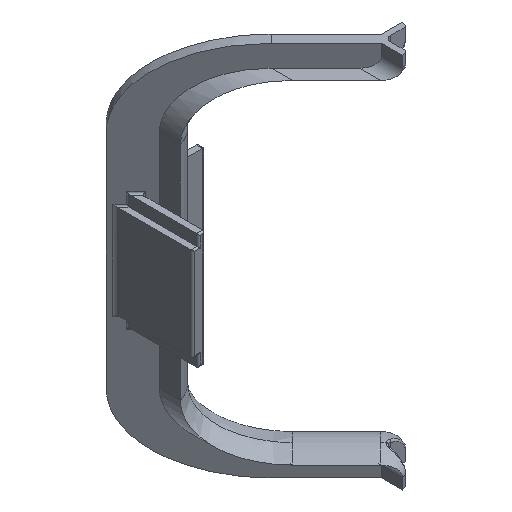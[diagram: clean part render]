
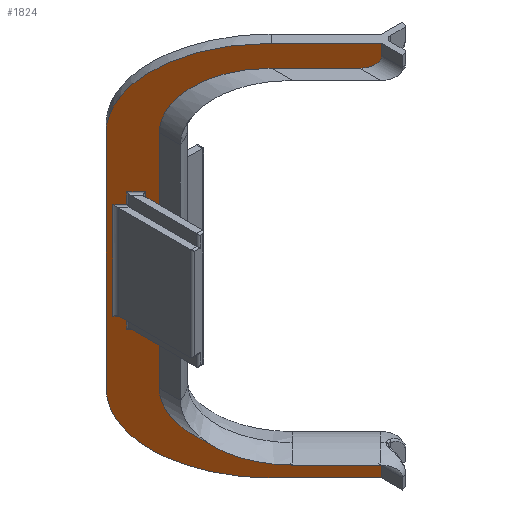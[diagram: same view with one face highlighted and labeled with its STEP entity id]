
A CAD part, isometric view. The second image highlights one B-rep face of the part: STEP entity #1824.
In plain terms, the highlighted planar face has unit normal (-0.707, -0.707, 0).
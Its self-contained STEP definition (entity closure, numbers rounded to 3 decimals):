
#16=FACE_BOUND('',#360,.T.);
#61=ELLIPSE('',#1998,21.077,14.);
#67=ELLIPSE('',#2006,21.077,14.);
#68=ELLIPSE('',#2015,2.828,2.);
#69=ELLIPSE('',#2018,14.284,10.1);
#70=ELLIPSE('',#2021,2.828,2.);
#71=ELLIPSE('',#2024,14.284,10.1);
#105=PLANE('',#2029);
#251=FACE_OUTER_BOUND('',#359,.T.);
#359=EDGE_LOOP('',(#1613,#1614,#1615,#1616,#1617,#1618,#1619,#1620,#1621,
#1622,#1623,#1624,#1625,#1626));
#360=EDGE_LOOP('',(#1627,#1628,#1629,#1630,#1631,#1632,#1633,#1634));
#380=LINE('',#2749,#525);
#391=LINE('',#3018,#536);
#425=LINE('',#3193,#570);
#427=LINE('',#3203,#572);
#430=LINE('',#3213,#575);
#432=LINE('',#3226,#577);
#434=LINE('',#3240,#579);
#436=LINE('',#3247,#581);
#438=LINE('',#3254,#583);
#474=LINE('',#3359,#619);
#500=LINE('',#3456,#645);
#505=LINE('',#3476,#650);
#508=LINE('',#3483,#653);
#510=LINE('',#3496,#655);
#511=LINE('',#3502,#656);
#512=LINE('',#3503,#657);
#525=VECTOR('',#2081,10.);
#536=VECTOR('',#2132,10.);
#570=VECTOR('',#2244,10.);
#572=VECTOR('',#2254,10.);
#575=VECTOR('',#2263,10.);
#577=VECTOR('',#2275,10.);
#579=VECTOR('',#2281,10.);
#581=VECTOR('',#2287,10.);
#583=VECTOR('',#2295,10.);
#619=VECTOR('',#2419,10.);
#645=VECTOR('',#2493,10.);
#650=VECTOR('',#2504,10.);
#653=VECTOR('',#2513,10.);
#655=VECTOR('',#2521,10.);
#656=VECTOR('',#2530,10.);
#657=VECTOR('',#2531,10.);
#721=VERTEX_POINT('',#2746);
#722=VERTEX_POINT('',#2748);
#748=VERTEX_POINT('',#3015);
#749=VERTEX_POINT('',#3017);
#785=VERTEX_POINT('',#3182);
#787=VERTEX_POINT('',#3192);
#791=VERTEX_POINT('',#3202);
#795=VERTEX_POINT('',#3212);
#800=VERTEX_POINT('',#3223);
#801=VERTEX_POINT('',#3225);
#803=VERTEX_POINT('',#3238);
#806=VERTEX_POINT('',#3245);
#837=VERTEX_POINT('',#3378);
#847=VERTEX_POINT('',#3410);
#852=VERTEX_POINT('',#3447);
#853=VERTEX_POINT('',#3449);
#855=VERTEX_POINT('',#3455);
#857=VERTEX_POINT('',#3467);
#859=VERTEX_POINT('',#3473);
#860=VERTEX_POINT('',#3475);
#861=VERTEX_POINT('',#3479);
#863=VERTEX_POINT('',#3492);
#895=EDGE_CURVE('',#722,#721,#380,.T.);
#933=EDGE_CURVE('',#749,#748,#391,.T.);
#989=EDGE_CURVE('',#785,#787,#425,.T.);
#994=EDGE_CURVE('',#787,#791,#427,.T.);
#999=EDGE_CURVE('',#791,#795,#430,.T.);
#1005=EDGE_CURVE('',#800,#801,#432,.T.);
#1009=EDGE_CURVE('',#803,#800,#434,.T.);
#1012=EDGE_CURVE('',#806,#803,#436,.T.);
#1016=EDGE_CURVE('',#795,#806,#438,.T.);
#1069=EDGE_CURVE('',#801,#785,#474,.T.);
#1076=EDGE_CURVE('',#837,#749,#61,.T.);
#1091=EDGE_CURVE('',#721,#847,#67,.T.);
#1104=EDGE_CURVE('',#852,#853,#68,.T.);
#1107=EDGE_CURVE('',#853,#855,#500,.T.);
#1110=EDGE_CURVE('',#855,#857,#69,.T.);
#1114=EDGE_CURVE('',#859,#860,#505,.T.);
#1116=EDGE_CURVE('',#860,#861,#70,.T.);
#1118=EDGE_CURVE('',#861,#748,#508,.T.);
#1121=EDGE_CURVE('',#863,#859,#71,.T.);
#1122=EDGE_CURVE('',#722,#852,#510,.T.);
#1125=EDGE_CURVE('',#857,#863,#511,.T.);
#1126=EDGE_CURVE('',#847,#837,#512,.T.);
#1613=ORIENTED_EDGE('',*,*,#933,.T.);
#1614=ORIENTED_EDGE('',*,*,#1118,.F.);
#1615=ORIENTED_EDGE('',*,*,#1116,.F.);
#1616=ORIENTED_EDGE('',*,*,#1114,.F.);
#1617=ORIENTED_EDGE('',*,*,#1121,.F.);
#1618=ORIENTED_EDGE('',*,*,#1125,.F.);
#1619=ORIENTED_EDGE('',*,*,#1110,.F.);
#1620=ORIENTED_EDGE('',*,*,#1107,.F.);
#1621=ORIENTED_EDGE('',*,*,#1104,.F.);
#1622=ORIENTED_EDGE('',*,*,#1122,.F.);
#1623=ORIENTED_EDGE('',*,*,#895,.T.);
#1624=ORIENTED_EDGE('',*,*,#1091,.T.);
#1625=ORIENTED_EDGE('',*,*,#1126,.T.);
#1626=ORIENTED_EDGE('',*,*,#1076,.T.);
#1627=ORIENTED_EDGE('',*,*,#1069,.F.);
#1628=ORIENTED_EDGE('',*,*,#1005,.F.);
#1629=ORIENTED_EDGE('',*,*,#1009,.F.);
#1630=ORIENTED_EDGE('',*,*,#1012,.F.);
#1631=ORIENTED_EDGE('',*,*,#1016,.F.);
#1632=ORIENTED_EDGE('',*,*,#999,.F.);
#1633=ORIENTED_EDGE('',*,*,#994,.F.);
#1634=ORIENTED_EDGE('',*,*,#989,.F.);
#1824=ADVANCED_FACE('',(#251,#16),#105,.T.);
#1998=AXIS2_PLACEMENT_3D('',#3379,#2434,#2435);
#2006=AXIS2_PLACEMENT_3D('',#3412,#2459,#2460);
#2015=AXIS2_PLACEMENT_3D('',#3450,#2487,#2488);
#2018=AXIS2_PLACEMENT_3D('',#3468,#2497,#2498);
#2021=AXIS2_PLACEMENT_3D('',#3480,#2508,#2509);
#2024=AXIS2_PLACEMENT_3D('',#3494,#2517,#2518);
#2029=AXIS2_PLACEMENT_3D('',#3501,#2528,#2529);
#2081=DIRECTION('',(-0.707,0.707,0.));
#2132=DIRECTION('',(0.707,-0.707,0.));
#2244=DIRECTION('',(0.707,-0.707,0.));
#2254=DIRECTION('',(0.,0.,-1.));
#2263=DIRECTION('',(0.707,-0.707,0.));
#2275=DIRECTION('',(-0.707,0.707,0.));
#2281=DIRECTION('',(0.,0.,-1.));
#2287=DIRECTION('',(-0.707,0.707,0.));
#2295=DIRECTION('',(0.,0.,1.));
#2419=DIRECTION('',(0.,0.,-1.));
#2434=DIRECTION('center_axis',(-0.707,-0.707,0.));
#2435=DIRECTION('ref_axis',(-0.707,0.707,0.));
#2459=DIRECTION('center_axis',(-0.707,-0.707,0.));
#2460=DIRECTION('ref_axis',(-0.707,0.707,0.));
#2487=DIRECTION('center_axis',(0.707,0.707,0.));
#2488=DIRECTION('ref_axis',(-0.707,0.707,0.));
#2493=DIRECTION('',(-0.707,0.707,0.));
#2497=DIRECTION('center_axis',(-0.707,-0.707,0.));
#2498=DIRECTION('ref_axis',(-0.707,0.707,0.));
#2504=DIRECTION('',(0.707,-0.707,0.));
#2508=DIRECTION('center_axis',(0.707,0.707,0.));
#2509=DIRECTION('ref_axis',(0.707,-0.707,0.));
#2513=DIRECTION('',(0.,0.,-1.));
#2517=DIRECTION('center_axis',(-0.707,-0.707,0.));
#2518=DIRECTION('ref_axis',(0.707,-0.707,0.));
#2521=DIRECTION('',(0.,0.,-1.));
#2528=DIRECTION('center_axis',(-0.707,-0.707,0.));
#2529=DIRECTION('ref_axis',(0.,0.,1.));
#2530=DIRECTION('',(0.,0.,-1.));
#2531=DIRECTION('',(0.,0.,-1.));
#2746=CARTESIAN_POINT('',(10.,39.818,34.));
#2748=CARTESIAN_POINT('',(20.,29.818,34.));
#2749=CARTESIAN_POINT('',(21.23,28.588,34.));
#3015=CARTESIAN_POINT('',(20.,29.818,-34.));
#3017=CARTESIAN_POINT('',(10.,39.818,-34.));
#3018=CARTESIAN_POINT('',(21.23,28.588,-34.));
#3182=CARTESIAN_POINT('',(-4.293,54.111,-8.75));
#3192=CARTESIAN_POINT('',(-3.038,52.856,-8.75));
#3193=CARTESIAN_POINT('',(33.909,15.909,-8.75));
#3202=CARTESIAN_POINT('',(-3.038,52.856,-10.75));
#3203=CARTESIAN_POINT('',(-3.038,52.856,15.571));
#3212=CARTESIAN_POINT('',(-1.338,51.156,-10.75));
#3213=CARTESIAN_POINT('',(34.172,15.647,-10.75));
#3223=CARTESIAN_POINT('',(-3.038,52.856,8.75));
#3225=CARTESIAN_POINT('',(-4.293,54.111,8.75));
#3226=CARTESIAN_POINT('',(34.172,15.647,8.75));
#3238=CARTESIAN_POINT('',(-3.038,52.856,10.75));
#3240=CARTESIAN_POINT('',(-3.038,52.856,25.021));
#3245=CARTESIAN_POINT('',(-1.338,51.156,10.75));
#3247=CARTESIAN_POINT('',(34.447,15.372,10.75));
#3254=CARTESIAN_POINT('',(-1.338,51.156,14.571));
#3359=CARTESIAN_POINT('',(-4.293,54.111,24.021));
#3378=CARTESIAN_POINT('',(-4.903,54.722,-20.));
#3379=CARTESIAN_POINT('Origin',(10.,39.818,-20.));
#3410=CARTESIAN_POINT('',(-4.903,54.722,20.));
#3412=CARTESIAN_POINT('Origin',(10.,39.818,20.));
#3447=CARTESIAN_POINT('',(20.,29.818,32.1));
#3449=CARTESIAN_POINT('',(18.,31.818,30.1));
#3450=CARTESIAN_POINT('Origin',(18.,31.818,32.1));
#3455=CARTESIAN_POINT('',(10.,39.818,30.1));
#3456=CARTESIAN_POINT('',(29.955,19.864,30.1));
#3467=CARTESIAN_POINT('',(-0.1,49.918,20.));
#3468=CARTESIAN_POINT('Origin',(10.,39.818,20.));
#3473=CARTESIAN_POINT('',(10.,39.818,-30.1));
#3475=CARTESIAN_POINT('',(18.,31.818,-30.1));
#3476=CARTESIAN_POINT('',(31.955,17.864,-30.1));
#3479=CARTESIAN_POINT('',(20.,29.818,-32.1));
#3480=CARTESIAN_POINT('Origin',(18.,31.818,-32.1));
#3483=CARTESIAN_POINT('',(20.,29.818,-17.));
#3492=CARTESIAN_POINT('',(-0.1,49.918,-20.));
#3494=CARTESIAN_POINT('Origin',(10.,39.818,-20.));
#3496=CARTESIAN_POINT('',(20.,29.818,17.));
#3501=CARTESIAN_POINT('Origin',(19.909,29.909,39.593));
#3502=CARTESIAN_POINT('',(-0.1,49.918,20.));
#3503=CARTESIAN_POINT('',(-4.903,54.722,20.));
